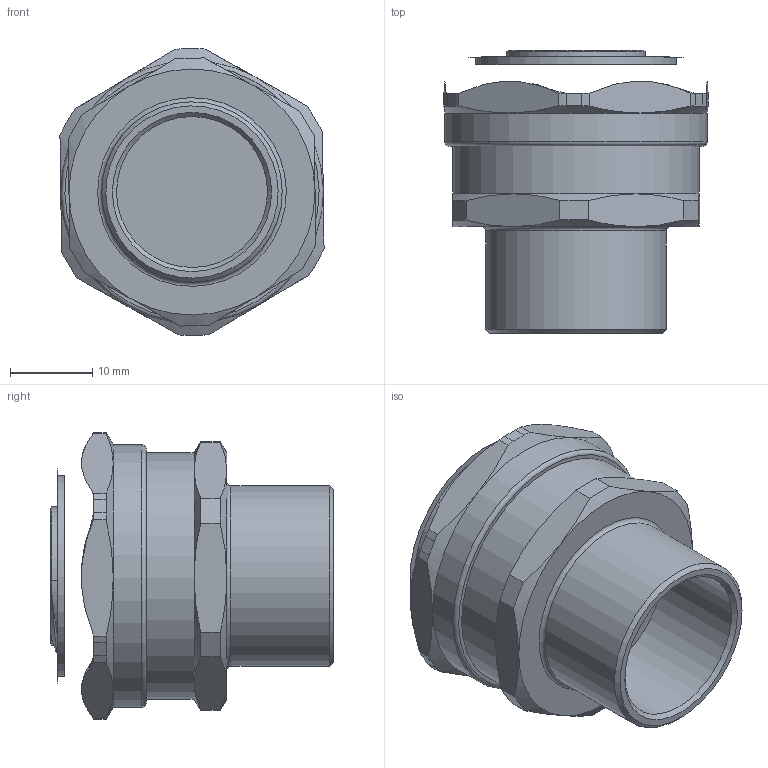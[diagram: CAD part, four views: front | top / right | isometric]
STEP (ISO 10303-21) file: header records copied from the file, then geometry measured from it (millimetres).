
FILE_DESCRIPTION(/* description */ (''),/* implementation_level */ '2;1');
FILE_NAME(/* name */ '',/* time_stamp */ '2025-06-27T10:55:18+07:00',/* author */ ('zeta-72'),/* organization */ (''),/* preprocessor_version */ 'ST-DEVELOPER v19.2',/* originating_system */ 'Autodesk Inventor 2024',/* authorisation */ '');
FILE_SCHEMA (('AUTOMOTIVE_DESIGN { 1 0 10303 214 3 1 1 }'));
Length unit declared in the file: millimetre
Products named in the file (1): Сборка МВВ-М2
0-МР18_Упростить_1
Bounding box: 32.2 x 34.5 x 34.97 mm (x, y, z)
Volume: 16951.4 mm3; surface area: 5425.5 mm2
Topology: 1 solids, 1 shells, 80 faces, 195 edges, 123 vertices
Faces by surface type: plane 32, cone 22, cylinder 21, torus 3, bspline 2
Full cylindrical faces by diameter (mm): 15.3 x1, 18.4 x1, 22 x1, 24.5 x1, 30 x1, 32 x1
Entity records: 2599 total; most frequent: CARTESIAN_POINT 730, ORIENTED_EDGE 390, DIRECTION 351, EDGE_CURVE 195, AXIS2_PLACEMENT_3D 152, VERTEX_POINT 123, EDGE_LOOP 86, FACE_OUTER_BOUND 80
